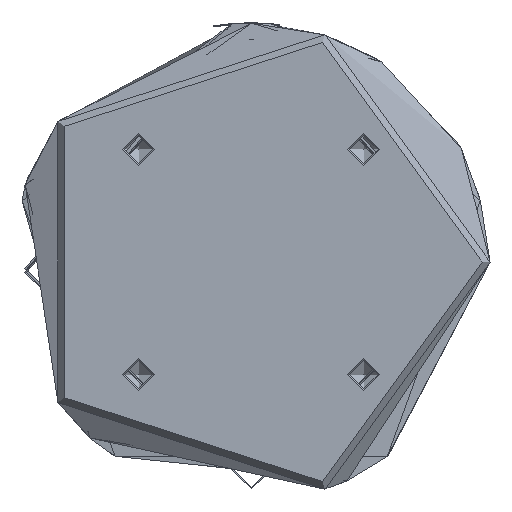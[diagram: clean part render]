
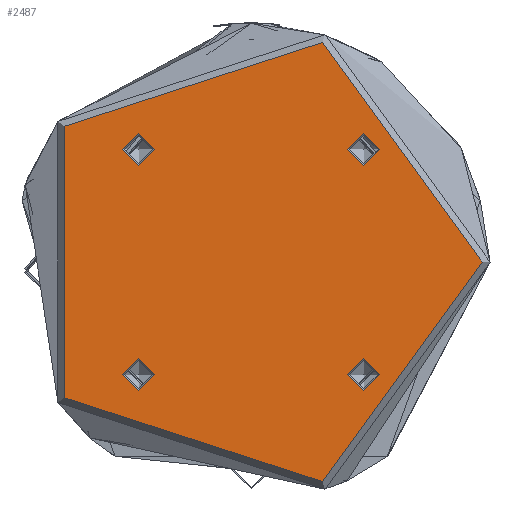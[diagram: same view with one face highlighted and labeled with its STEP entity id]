
A CAD part, front view. The second image highlights one B-rep face of the part: STEP entity #2487.
In plain terms, the highlighted face is planar.
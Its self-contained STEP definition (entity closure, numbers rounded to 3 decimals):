
#90 = CARTESIAN_POINT ( 'NONE',  ( 40.38, -35.355, 0. ) ) ;
#98 = CARTESIAN_POINT ( 'NONE',  ( 35.355, 35.355, 0. ) ) ;
#501 = CARTESIAN_POINT ( 'NONE',  ( -30.33, 35.355, 0. ) ) ;
#518 = CARTESIAN_POINT ( 'NONE',  ( 72.5, 0., 0. ) ) ;
#531 = DIRECTION ( 'NONE',  ( 1., 0., 0. ) ) ;
#564 = CIRCLE ( 'NONE', #3431, 5.025 ) ;
#709 = DIRECTION ( 'NONE',  ( -1., 0., 0. ) ) ;
#828 = DIRECTION ( 'NONE',  ( 0., 0., 1. ) ) ;
#930 = AXIS2_PLACEMENT_3D ( 'NONE', #3425, #828, #3853 ) ;
#959 = DIRECTION ( 'NONE',  ( 0., 0., 1. ) ) ;
#972 = CIRCLE ( 'NONE', #930, 5.025 ) ;
#994 = AXIS2_PLACEMENT_3D ( 'NONE', #1268, #4282, #1720 ) ;
#1067 = EDGE_LOOP ( 'NONE', ( #4545 ) ) ;
#1082 = EDGE_LOOP ( 'NONE', ( #2395 ) ) ;
#1145 = AXIS2_PLACEMENT_3D ( 'NONE', #3551, #959, #3978 ) ;
#1153 = VERTEX_POINT ( 'NONE', #518 ) ;
#1166 = VERTEX_POINT ( 'NONE', #90 ) ;
#1268 = CARTESIAN_POINT ( 'NONE',  ( -35.355, -35.355, 0. ) ) ;
#1312 = CARTESIAN_POINT ( 'NONE',  ( 35.355, -35.355, 0. ) ) ;
#1378 = VERTEX_POINT ( 'NONE', #3961 ) ;
#1445 = VERTEX_POINT ( 'NONE', #501 ) ;
#1526 = VERTEX_POINT ( 'NONE', #2229 ) ;
#1720 = DIRECTION ( 'NONE',  ( 1., 0., 0. ) ) ;
#1769 = DIRECTION ( 'NONE',  ( 1., 0., 0. ) ) ;
#2027 = PLANE ( 'NONE',  #2834 ) ;
#2229 = CARTESIAN_POINT ( 'NONE',  ( -30.33, -35.355, 0. ) ) ;
#2395 = ORIENTED_EDGE ( 'NONE', *, *, #3739, .F. ) ;
#2445 = CARTESIAN_POINT ( 'NONE',  ( 0., 0., 0. ) ) ;
#2487 = ADVANCED_FACE ( 'NONE', ( #4268, #4084, #4139, #4215, #4134 ), #2027, .F. ) ;
#2686 = EDGE_CURVE ( 'NONE', #1526, #1526, #3329, .T. ) ;
#2834 = AXIS2_PLACEMENT_3D ( 'NONE', #2445, #3299, #709 ) ;
#3115 = DIRECTION ( 'NONE',  ( 0., 0., 1. ) ) ;
#3186 = CIRCLE ( 'NONE', #1145, 72.5 ) ;
#3299 = DIRECTION ( 'NONE',  ( 0., 0., -1. ) ) ;
#3329 = CIRCLE ( 'NONE', #994, 5.025 ) ;
#3403 = CIRCLE ( 'NONE', #5007, 5.025 ) ;
#3425 = CARTESIAN_POINT ( 'NONE',  ( -35.355, 35.355, 0. ) ) ;
#3431 = AXIS2_PLACEMENT_3D ( 'NONE', #98, #3115, #531 ) ;
#3459 = EDGE_CURVE ( 'NONE', #1445, #1445, #972, .T. ) ;
#3551 = CARTESIAN_POINT ( 'NONE',  ( 0., 0., 0. ) ) ;
#3739 = EDGE_CURVE ( 'NONE', #1378, #1378, #564, .T. ) ;
#3853 = DIRECTION ( 'NONE',  ( 1., 0., 0. ) ) ;
#3961 = CARTESIAN_POINT ( 'NONE',  ( 40.38, 35.355, 0. ) ) ;
#3978 = DIRECTION ( 'NONE',  ( 1., 0., 0. ) ) ;
#4052 = EDGE_LOOP ( 'NONE', ( #5154 ) ) ;
#4084 = FACE_BOUND ( 'NONE', #1082, .T. ) ;
#4134 = FACE_OUTER_BOUND ( 'NONE', #4052, .T. ) ;
#4139 = FACE_BOUND ( 'NONE', #5054, .T. ) ;
#4180 = ORIENTED_EDGE ( 'NONE', *, *, #3459, .F. ) ;
#4215 = FACE_BOUND ( 'NONE', #1067, .T. ) ;
#4268 = FACE_BOUND ( 'NONE', #4283, .T. ) ;
#4282 = DIRECTION ( 'NONE',  ( 0., 0., 1. ) ) ;
#4283 = EDGE_LOOP ( 'NONE', ( #4180 ) ) ;
#4324 = DIRECTION ( 'NONE',  ( 0., 0., 1. ) ) ;
#4398 = ORIENTED_EDGE ( 'NONE', *, *, #5055, .F. ) ;
#4545 = ORIENTED_EDGE ( 'NONE', *, *, #2686, .F. ) ;
#5007 = AXIS2_PLACEMENT_3D ( 'NONE', #1312, #4324, #1769 ) ;
#5054 = EDGE_LOOP ( 'NONE', ( #4398 ) ) ;
#5055 = EDGE_CURVE ( 'NONE', #1166, #1166, #3403, .T. ) ;
#5154 = ORIENTED_EDGE ( 'NONE', *, *, #5170, .T. ) ;
#5170 = EDGE_CURVE ( 'NONE', #1153, #1153, #3186, .T. ) ;
